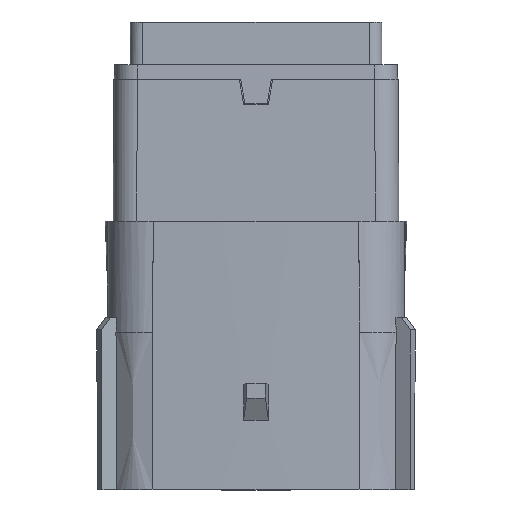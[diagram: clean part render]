
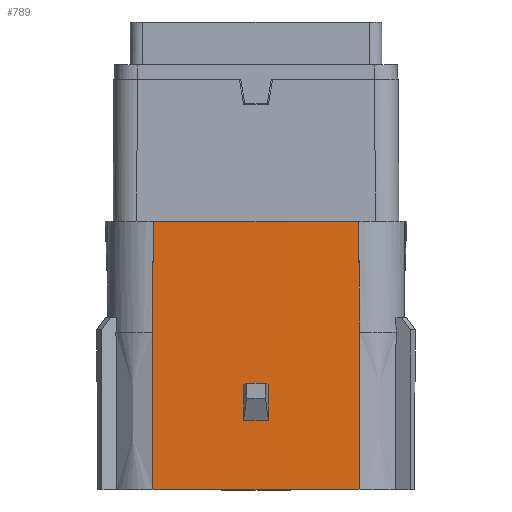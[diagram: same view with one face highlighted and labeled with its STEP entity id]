
A CAD part, top view. The second image highlights one B-rep face of the part: STEP entity #789.
In plain terms, the highlighted conical face has half-angle 0.25 degrees and reference radius 392.09 mm.
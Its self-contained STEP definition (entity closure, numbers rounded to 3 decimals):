
#101=CONICAL_SURFACE('',#8431,392.09,0.25);
#137=B_SPLINE_CURVE_WITH_KNOTS('',3,(#11435,#11436,#11437,#11438),
 .UNSPECIFIED.,.F.,.F.,(4,4),(0.,1.),.UNSPECIFIED.);
#159=B_SPLINE_CURVE_WITH_KNOTS('',3,(#11898,#11899,#11900,#11901),
 .UNSPECIFIED.,.F.,.F.,(4,4),(0.,1.),.UNSPECIFIED.);
#160=B_SPLINE_CURVE_WITH_KNOTS('',3,(#11952,#11953,#11954,#11955),
 .UNSPECIFIED.,.F.,.F.,(4,4),(0.,1.),.UNSPECIFIED.);
#161=B_SPLINE_CURVE_WITH_KNOTS('',3,(#11960,#11961,#11962,#11963),
 .UNSPECIFIED.,.F.,.F.,(4,4),(0.,1.),.UNSPECIFIED.);
#267=ELLIPSE('',#8426,393.493,391.996);
#268=ELLIPSE('',#8427,778.371,389.174);
#269=ELLIPSE('',#8428,59919.673,452.84);
#270=ELLIPSE('',#8430,59919.673,452.84);
#789=ADVANCED_FACE('',(#1583,#1584),#101,.T.);
#1522=CIRCLE('',#8380,392.232);
#1525=CIRCLE('',#8429,392.09);
#1583=FACE_BOUND('',#1663,.T.);
#1584=FACE_BOUND('',#1664,.T.);
#1663=EDGE_LOOP('',(#2498,#2499,#2500,#2501));
#1664=EDGE_LOOP('',(#2502,#2503,#2504,#2505,#2506,#2507));
#2498=ORIENTED_EDGE('',*,*,#5665,.T.);
#2499=ORIENTED_EDGE('',*,*,#5666,.F.);
#2500=ORIENTED_EDGE('',*,*,#5667,.F.);
#2501=ORIENTED_EDGE('',*,*,#5668,.F.);
#2502=ORIENTED_EDGE('',*,*,#5473,.T.);
#2503=ORIENTED_EDGE('',*,*,#5669,.T.);
#2504=ORIENTED_EDGE('',*,*,#5460,.T.);
#2505=ORIENTED_EDGE('',*,*,#5670,.F.);
#2506=ORIENTED_EDGE('',*,*,#5644,.T.);
#2507=ORIENTED_EDGE('',*,*,#5671,.T.);
#4646=VERTEX_POINT('',#11434);
#4647=VERTEX_POINT('',#11439);
#4655=VERTEX_POINT('',#11486);
#4656=VERTEX_POINT('',#11488);
#4794=VERTEX_POINT('',#11859);
#4801=VERTEX_POINT('',#11897);
#4812=VERTEX_POINT('',#11956);
#4813=VERTEX_POINT('',#11957);
#4814=VERTEX_POINT('',#11959);
#4815=VERTEX_POINT('',#11964);
#5460=EDGE_CURVE('',#4647,#4646,#137,.T.);
#5473=EDGE_CURVE('',#4656,#4655,#1522,.T.);
#5644=EDGE_CURVE('',#4794,#4801,#159,.T.);
#5665=EDGE_CURVE('',#4812,#4813,#160,.T.);
#5666=EDGE_CURVE('',#4814,#4813,#267,.T.);
#5667=EDGE_CURVE('',#4815,#4814,#161,.T.);
#5668=EDGE_CURVE('',#4812,#4815,#268,.T.);
#5669=EDGE_CURVE('',#4655,#4647,#269,.T.);
#5670=EDGE_CURVE('',#4794,#4646,#1525,.T.);
#5671=EDGE_CURVE('',#4801,#4656,#270,.T.);
#8380=AXIS2_PLACEMENT_3D('',#11487,#9156,#9157);
#8426=AXIS2_PLACEMENT_3D('',#11958,#9403,#9404);
#8427=AXIS2_PLACEMENT_3D('',#11965,#9405,#9406);
#8428=AXIS2_PLACEMENT_3D('',#11966,#9407,#9408);
#8429=AXIS2_PLACEMENT_3D('',#11967,#9409,#9410);
#8430=AXIS2_PLACEMENT_3D('',#11968,#9411,#9412);
#8431=AXIS2_PLACEMENT_3D('',#11969,#9413,#9414);
#9156=DIRECTION('',(0.,-1.,0.));
#9157=DIRECTION('',(-1.,0.,0.));
#9403=DIRECTION('',(0.,-0.996,0.087));
#9404=DIRECTION('',(0.,0.087,0.996));
#9405=DIRECTION('',(0.,0.5,-0.866));
#9406=DIRECTION('',(0.,0.866,0.5));
#9407=DIRECTION('',(0.999,-0.009,0.032));
#9408=DIRECTION('',(0.009,1.,0.));
#9409=DIRECTION('',(0.,-1.,0.));
#9410=DIRECTION('',(0.,0.,-1.));
#9411=DIRECTION('',(-0.999,-0.009,0.032));
#9412=DIRECTION('',(-0.009,1.,0.));
#9413=DIRECTION('',(0.,1.,0.));
#9414=DIRECTION('',(0.,0.,-1.));
#11434=CARTESIAN_POINT('',(-12.496,0.,8.716));
#11435=CARTESIAN_POINT('',(-12.572,19.1,8.797));
#11436=CARTESIAN_POINT('',(-12.547,12.733,8.77));
#11437=CARTESIAN_POINT('',(-12.522,6.367,8.743));
#11438=CARTESIAN_POINT('',(-12.496,0.,8.716));
#11439=CARTESIAN_POINT('',(-12.572,19.1,8.794));
#11486=CARTESIAN_POINT('',(-12.456,32.6,8.859));
#11487=CARTESIAN_POINT('',(0.,32.6,-383.175));
#11488=CARTESIAN_POINT('',(12.456,32.6,8.859));
#11859=CARTESIAN_POINT('',(12.496,0.,8.716));
#11897=CARTESIAN_POINT('',(12.571,19.1,8.787));
#11898=CARTESIAN_POINT('',(12.496,0.,8.716));
#11899=CARTESIAN_POINT('',(12.522,6.367,8.743));
#11900=CARTESIAN_POINT('',(12.547,12.733,8.77));
#11901=CARTESIAN_POINT('',(12.572,19.1,8.797));
#11952=CARTESIAN_POINT('',(-1.504,8.423,8.949));
#11953=CARTESIAN_POINT('',(-1.503,9.871,8.955));
#11954=CARTESIAN_POINT('',(-1.501,11.318,8.962));
#11955=CARTESIAN_POINT('',(-1.5,12.766,8.968));
#11956=CARTESIAN_POINT('',(-1.504,8.423,8.949));
#11957=CARTESIAN_POINT('',(-1.5,12.766,8.968));
#11958=CARTESIAN_POINT('',(0.,-21.529,-383.025));
#11959=CARTESIAN_POINT('',(1.5,12.766,8.968));
#11960=CARTESIAN_POINT('',(1.504,8.423,8.949));
#11961=CARTESIAN_POINT('',(1.503,9.871,8.955));
#11962=CARTESIAN_POINT('',(1.501,11.318,8.962));
#11963=CARTESIAN_POINT('',(1.5,12.766,8.968));
#11964=CARTESIAN_POINT('',(1.504,8.423,8.949));
#11965=CARTESIAN_POINT('',(0.,-665.661,-380.234));
#11966=CARTESIAN_POINT('',(261.306,29977.225,-374.794));
#11967=CARTESIAN_POINT('',(0.,0.,-383.175));
#11968=CARTESIAN_POINT('',(-261.306,29977.225,-374.794));
#11969=CARTESIAN_POINT('',(0.,0.,-383.175));
